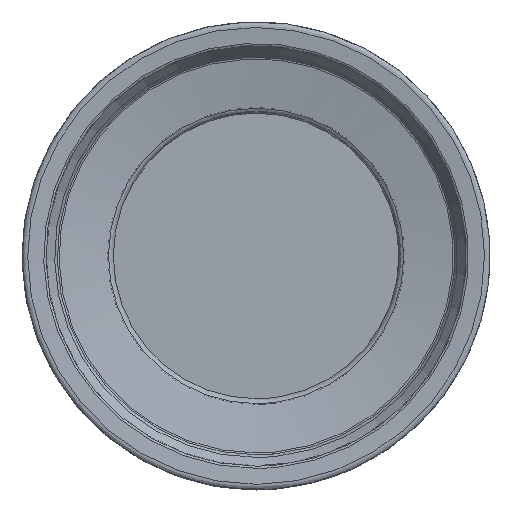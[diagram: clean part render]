
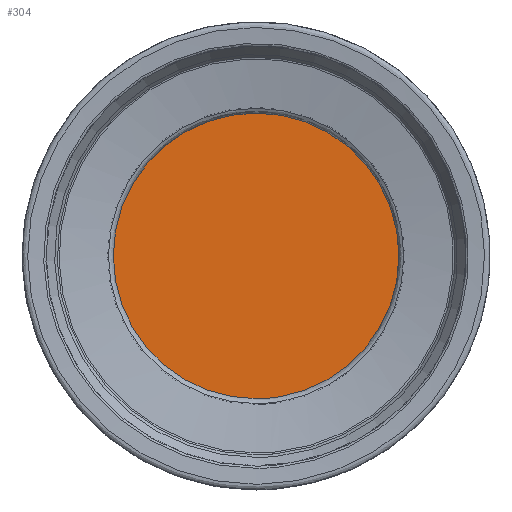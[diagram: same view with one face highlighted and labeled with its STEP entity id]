
A CAD part, left-side view. The second image highlights one B-rep face of the part: STEP entity #304.
In plain terms, the highlighted planar face has unit normal (-1, 0, 0).
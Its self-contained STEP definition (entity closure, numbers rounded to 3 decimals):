
#304=ADVANCED_FACE('',(#342),#339,.T.);
#339=PLANE('',#584);
#342=FACE_OUTER_BOUND('',#344,.T.);
#344=EDGE_LOOP('',(#412));
#412=ORIENTED_EDGE('',*,*,#514,.F.);
#480=VERTEX_POINT('',#782);
#514=EDGE_CURVE('',#480,#480,#548,.T.);
#548=CIRCLE('',#583,10.213);
#583=AXIS2_PLACEMENT_3D('',#781,#642,#643);
#584=AXIS2_PLACEMENT_3D('',#783,#644,#645);
#642=DIRECTION('',(1.,0.,0.));
#643=DIRECTION('',(0.,1.,0.));
#644=DIRECTION('',(-1.,0.,0.));
#645=DIRECTION('',(0.,-1.,0.));
#781=CARTESIAN_POINT('',(2.6,0.,0.));
#782=CARTESIAN_POINT('',(2.6,10.213,0.));
#783=CARTESIAN_POINT('',(2.6,10.213,0.));
